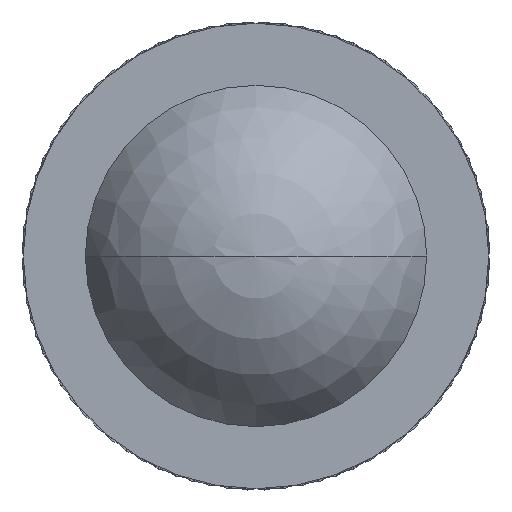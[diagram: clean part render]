
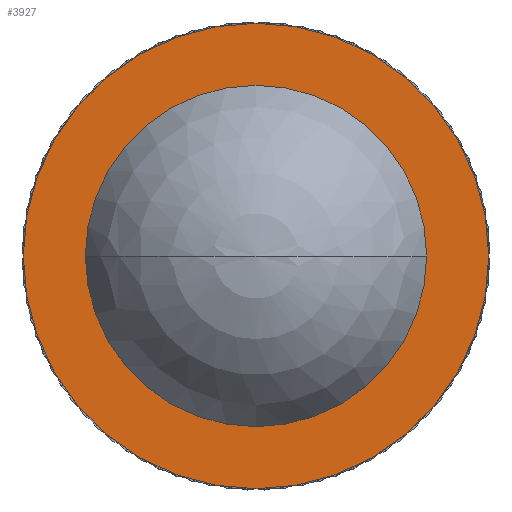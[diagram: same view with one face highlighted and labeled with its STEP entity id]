
A CAD part, left-side view. The second image highlights one B-rep face of the part: STEP entity #3927.
In plain terms, the highlighted planar face has unit normal (-1, 0, 0).
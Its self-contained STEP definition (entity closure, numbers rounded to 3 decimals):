
#1935=VERTEX_POINT('',#5680);
#2003=EDGE_CURVE('',#3871,#4123,#5754,.T.);
#2313=EDGE_CURVE('',#3971,#1935,#6109,.T.);
#3163=EDGE_CURVE('',#1935,#4239,#7054,.T.);
#3487=EDGE_CURVE('',#4123,#3871,#7405,.T.);
#3871=VERTEX_POINT('',#7830);
#3927=ADVANCED_FACE('',(#7893,#7894),#7895,.T.);
#3971=VERTEX_POINT('',#7945);
#4123=VERTEX_POINT('',#8110);
#4239=VERTEX_POINT('',#8243);
#4547=EDGE_CURVE('',#4239,#3971,#8592,.T.);
#5680=CARTESIAN_POINT('',(1.2,1.833,0.));
#5754=CIRCLE('',#9960,2.5);
#6109=CIRCLE('',#10439,1.833);
#7054=CIRCLE('',#11746,1.833);
#7405=CIRCLE('',#12239,2.5);
#7830=CARTESIAN_POINT('',(1.2,2.5,0.));
#7893=FACE_BOUND('',#12906,.T.);
#7894=FACE_OUTER_BOUND('',#12907,.T.);
#7895=PLANE('',#12908);
#7945=CARTESIAN_POINT('',(1.2,-1.833,0.));
#8110=CARTESIAN_POINT('',(1.2,-2.5,0.));
#8243=CARTESIAN_POINT('',(1.2,0.,1.833));
#8592=CIRCLE('',#13822,1.833);
#9960=AXIS2_PLACEMENT_3D('',#15587,#15588,#15589);
#10439=AXIS2_PLACEMENT_3D('',#16100,#16101,#16102);
#11746=AXIS2_PLACEMENT_3D('',#17276,#17277,#17278);
#12239=AXIS2_PLACEMENT_3D('',#17638,#17639,#17640);
#12906=EDGE_LOOP('',(#18208,#18209,#18210));
#12907=EDGE_LOOP('',(#18211,#18212));
#12908=AXIS2_PLACEMENT_3D('',#18213,#18214,#18215);
#13822=AXIS2_PLACEMENT_3D('',#19124,#19125,#19126);
#15587=CARTESIAN_POINT('',(1.2,0.,0.));
#15588=DIRECTION('',(-1.0,-0.0,0.0));
#15589=DIRECTION('',(0.0,-1.0,0.));
#16100=CARTESIAN_POINT('',(1.2,0.,0.));
#16101=DIRECTION('',(1.0,0.0,0.0));
#16102=DIRECTION('',(0.0,0.0,-1.0));
#17276=CARTESIAN_POINT('',(1.2,0.,0.));
#17277=DIRECTION('',(1.0,0.0,0.0));
#17278=DIRECTION('',(0.0,0.0,-1.0));
#17638=CARTESIAN_POINT('',(1.2,0.,0.));
#17639=DIRECTION('',(-1.0,-0.0,0.0));
#17640=DIRECTION('',(0.0,-1.0,0.));
#18208=ORIENTED_EDGE('',*,*,#4547,.T.);
#18209=ORIENTED_EDGE('',*,*,#2313,.T.);
#18210=ORIENTED_EDGE('',*,*,#3163,.T.);
#18211=ORIENTED_EDGE('',*,*,#3487,.T.);
#18212=ORIENTED_EDGE('',*,*,#2003,.T.);
#18213=CARTESIAN_POINT('',(1.2,-1.25,0.));
#18214=DIRECTION('',(-1.0,0.0,0.0));
#18215=DIRECTION('',(0.0,1.0,0.0));
#19124=CARTESIAN_POINT('',(1.2,0.,0.));
#19125=DIRECTION('',(1.0,0.0,0.0));
#19126=DIRECTION('',(0.0,0.0,-1.0));
